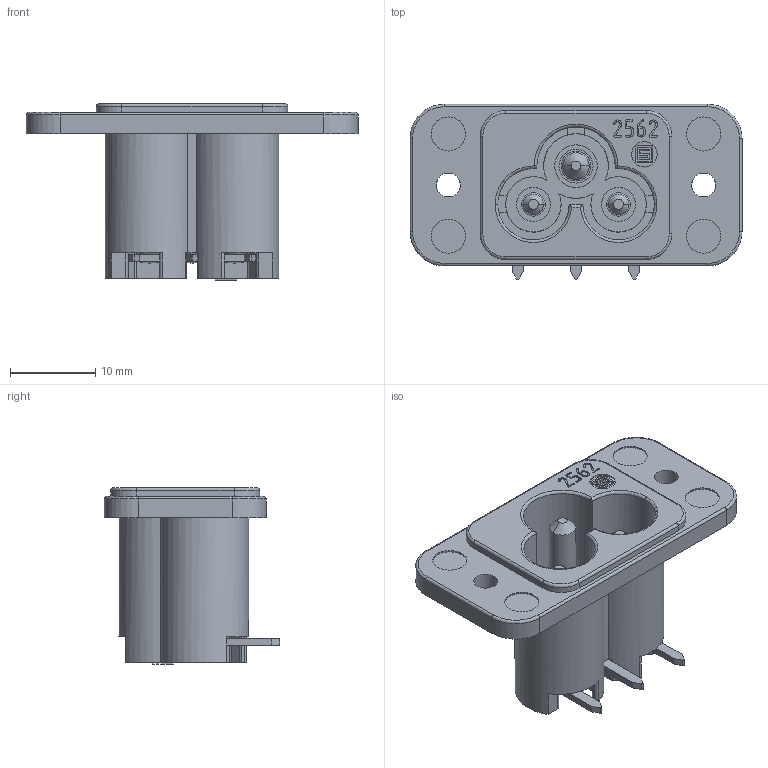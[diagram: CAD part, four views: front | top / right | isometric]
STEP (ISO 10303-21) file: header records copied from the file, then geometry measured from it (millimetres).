
FILE_DESCRIPTION (( 'STEP AP214' ), '1' );
FILE_NAME ('0100.3502_03.STEP', '2013-04-08T08:06:23', ( '' ), ( '' ), 'SwSTEP 2.0', 'SolidWorks 2012', '' );
FILE_SCHEMA (( 'AUTOMOTIVE_DESIGN' ));
Length unit declared in the file: millimetre
Products named in the file (1): 0100.3502_03
Bounding box: 39 x 20.6 x 20.7 mm (x, y, z)
Volume: 3597.3 mm3; surface area: 4732.6 mm2
Topology: 1 solids, 1 shells, 427 faces, 1159 edges, 750 vertices
Faces by surface type: plane 213, cylinder 112, bspline 62, torus 22, cone 12, sphere 6
Entity records: 15586 total; most frequent: CARTESIAN_POINT 4875, ORIENTED_EDGE 2318, DIRECTION 2094, EDGE_CURVE 1159, VERTEX_POINT 750, LINE 700, VECTOR 700, AXIS2_PLACEMENT_3D 697
